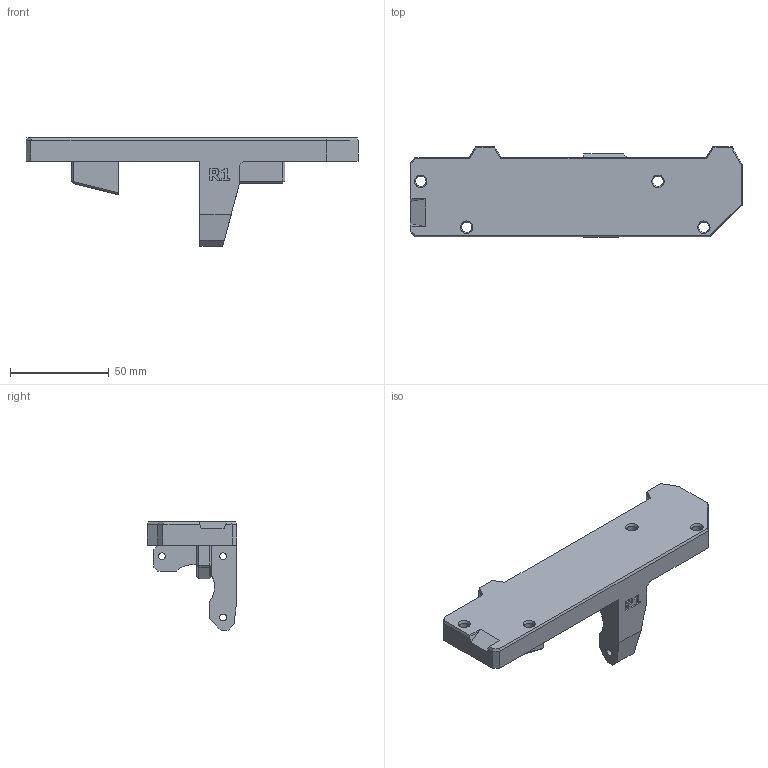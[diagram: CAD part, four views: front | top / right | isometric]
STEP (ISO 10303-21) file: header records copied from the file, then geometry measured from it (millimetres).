
FILE_DESCRIPTION(/* description */ (''),/* implementation_level */ '2;1');
FILE_NAME(/* name */ 'MINI-y-plate-rear.stp',/* time_stamp */ '2019',/* author */ ('Robert Turinsky'),/* organization */ (''),/* preprocessor_version */ 'ST-DEVELOPER v17.2',/* originating_system */ 'Autodesk Inventor 2019',/* authorisation */ '');
FILE_SCHEMA (('AUTOMOTIVE_DESIGN { 1 0 10303 214 3 1 1 }'));
Length unit declared in the file: millimetre
Products named in the file (1): y-plate-alternate
Bounding box: 168 x 45.5 x 54.95 mm (x, y, z)
Volume: 95433.6 mm3; surface area: 55026.3 mm2
Topology: 1 solids, 25 shells, 370 faces, 906 edges, 585 vertices
Faces by surface type: plane 309, cylinder 46, bspline 9, cone 6
Full cylindrical faces by diameter (mm): 3.4 x3, 5.3 x4, 5.9 x10, 6 x3, 7 x4, 7.2 x4
Entity records: 10858 total; most frequent: CARTESIAN_POINT 2014, ORIENTED_EDGE 1812, DIRECTION 1718, EDGE_CURVE 906, LINE 774, VECTOR 774, VERTEX_POINT 585, AXIS2_PLACEMENT_3D 472
